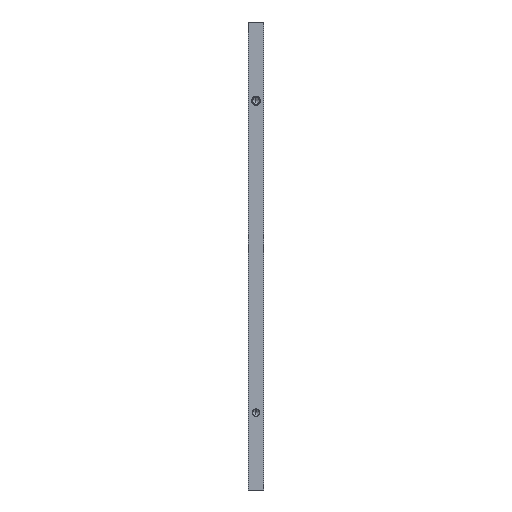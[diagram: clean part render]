
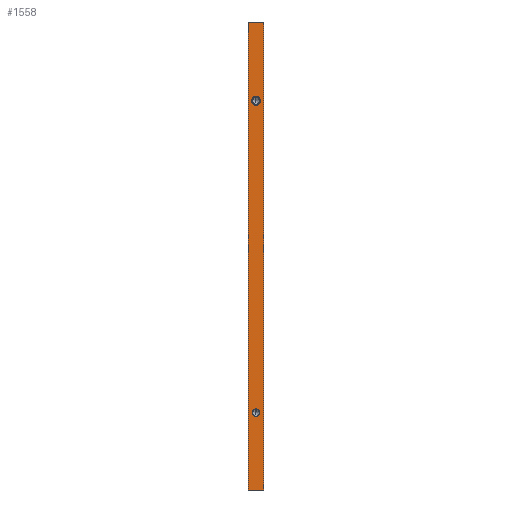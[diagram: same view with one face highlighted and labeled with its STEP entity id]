
A CAD part, left-side view. The second image highlights one B-rep face of the part: STEP entity #1558.
In plain terms, the highlighted planar face has unit normal (-1, 0, 0).
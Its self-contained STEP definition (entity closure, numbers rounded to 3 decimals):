
#22 = EDGE_CURVE ( 'NONE', #5331, #5521, #5159, .T. ) ;
#108 = LINE ( 'NONE', #3073, #3511 ) ;
#137 = CIRCLE ( 'NONE', #1137, 2.9 ) ;
#281 = CARTESIAN_POINT ( 'NONE',  ( -200., -95., 52. ) ) ;
#371 = VECTOR ( 'NONE', #4029, 1000. ) ;
#496 = AXIS2_PLACEMENT_3D ( 'NONE', #7426, #3262, #897 ) ;
#549 = DIRECTION ( 'NONE',  ( 0., 0., 1. ) ) ;
#555 = CIRCLE ( 'NONE', #1560, 2.9 ) ;
#561 = CARTESIAN_POINT ( 'NONE',  ( -200., -100., 0. ) ) ;
#673 = DIRECTION ( 'NONE',  ( -1., 0., 0. ) ) ;
#897 = DIRECTION ( 'NONE',  ( 0., 0., -1. ) ) ;
#917 = CARTESIAN_POINT ( 'NONE',  ( -200., -95., 47. ) ) ;
#1012 = PLANE ( 'NONE',  #496 ) ;
#1137 = AXIS2_PLACEMENT_3D ( 'NONE', #3527, #4069, #549 ) ;
#1179 = ORIENTED_EDGE ( 'NONE', *, *, #4637, .T. ) ;
#1199 = ORIENTED_EDGE ( 'NONE', *, *, #2460, .F. ) ;
#1395 = EDGE_CURVE ( 'NONE', #6199, #6281, #5852, .T. ) ;
#1551 = AXIS2_PLACEMENT_3D ( 'NONE', #6958, #3408, #5158 ) ;
#1558 = ADVANCED_FACE ( 'NONE', ( #5548, #2220, #6839 ), #1012, .F. ) ;
#1560 = AXIS2_PLACEMENT_3D ( 'NONE', #3371, #2039, #4955 ) ;
#1990 = CARTESIAN_POINT ( 'NONE',  ( -200., -100., 0. ) ) ;
#2039 = DIRECTION ( 'NONE',  ( -1., 0., 0. ) ) ;
#2155 = CARTESIAN_POINT ( 'NONE',  ( -200., -90., 0. ) ) ;
#2220 = FACE_BOUND ( 'NONE', #3854, .T. ) ;
#2424 = VERTEX_POINT ( 'NONE', #3278 ) ;
#2460 = EDGE_CURVE ( 'NONE', #4755, #6768, #137, .T. ) ;
#2551 = ORIENTED_EDGE ( 'NONE', *, *, #4187, .F. ) ;
#3073 = CARTESIAN_POINT ( 'NONE',  ( -200., -90., 300. ) ) ;
#3258 = ORIENTED_EDGE ( 'NONE', *, *, #5619, .F. ) ;
#3262 = DIRECTION ( 'NONE',  ( 1., 0., 0. ) ) ;
#3269 = CIRCLE ( 'NONE', #1551, 2.5 ) ;
#3278 = CARTESIAN_POINT ( 'NONE',  ( -200., -90., 300. ) ) ;
#3371 = CARTESIAN_POINT ( 'NONE',  ( -200., -95., 249.5 ) ) ;
#3408 = DIRECTION ( 'NONE',  ( -1., 0., 0. ) ) ;
#3511 = VECTOR ( 'NONE', #4143, 1000. ) ;
#3527 = CARTESIAN_POINT ( 'NONE',  ( -200., -95., 249.5 ) ) ;
#3665 = VERTEX_POINT ( 'NONE', #2155 ) ;
#3685 = EDGE_CURVE ( 'NONE', #5521, #5331, #3269, .T. ) ;
#3854 = EDGE_LOOP ( 'NONE', ( #3258, #1199 ) ) ;
#3898 = VECTOR ( 'NONE', #6615, 1000. ) ;
#4029 = DIRECTION ( 'NONE',  ( 0., 0., -1. ) ) ;
#4069 = DIRECTION ( 'NONE',  ( -1., 0., 0. ) ) ;
#4082 = LINE ( 'NONE', #6477, #4127 ) ;
#4108 = DIRECTION ( 'NONE',  ( 0., 0., 1. ) ) ;
#4127 = VECTOR ( 'NONE', #5833, 1000. ) ;
#4143 = DIRECTION ( 'NONE',  ( 0., 0., -1. ) ) ;
#4187 = EDGE_CURVE ( 'NONE', #2424, #6199, #4082, .T. ) ;
#4267 = CARTESIAN_POINT ( 'NONE',  ( -200., -95., 49.5 ) ) ;
#4487 = EDGE_CURVE ( 'NONE', #2424, #3665, #108, .T. ) ;
#4637 = EDGE_CURVE ( 'NONE', #3665, #6281, #4872, .T. ) ;
#4752 = CARTESIAN_POINT ( 'NONE',  ( -200., -100., 300. ) ) ;
#4755 = VERTEX_POINT ( 'NONE', #6185 ) ;
#4872 = LINE ( 'NONE', #1990, #3898 ) ;
#4910 = CARTESIAN_POINT ( 'NONE',  ( -200., -95., 252.4 ) ) ;
#4942 = EDGE_LOOP ( 'NONE', ( #5711, #6445 ) ) ;
#4955 = DIRECTION ( 'NONE',  ( 0., 0., 1. ) ) ;
#5158 = DIRECTION ( 'NONE',  ( 0., 0., 1. ) ) ;
#5159 = CIRCLE ( 'NONE', #7494, 2.5 ) ;
#5331 = VERTEX_POINT ( 'NONE', #917 ) ;
#5521 = VERTEX_POINT ( 'NONE', #281 ) ;
#5548 = FACE_BOUND ( 'NONE', #4942, .T. ) ;
#5619 = EDGE_CURVE ( 'NONE', #6768, #4755, #555, .T. ) ;
#5629 = ORIENTED_EDGE ( 'NONE', *, *, #4487, .T. ) ;
#5706 = CARTESIAN_POINT ( 'NONE',  ( -200., -100., 300. ) ) ;
#5711 = ORIENTED_EDGE ( 'NONE', *, *, #3685, .F. ) ;
#5833 = DIRECTION ( 'NONE',  ( 0., -1., 0. ) ) ;
#5852 = LINE ( 'NONE', #4752, #371 ) ;
#6185 = CARTESIAN_POINT ( 'NONE',  ( -200., -95., 246.6 ) ) ;
#6199 = VERTEX_POINT ( 'NONE', #5706 ) ;
#6281 = VERTEX_POINT ( 'NONE', #561 ) ;
#6445 = ORIENTED_EDGE ( 'NONE', *, *, #22, .F. ) ;
#6477 = CARTESIAN_POINT ( 'NONE',  ( -200., -100., 300. ) ) ;
#6584 = ORIENTED_EDGE ( 'NONE', *, *, #1395, .F. ) ;
#6615 = DIRECTION ( 'NONE',  ( 0., -1., 0. ) ) ;
#6768 = VERTEX_POINT ( 'NONE', #4910 ) ;
#6839 = FACE_OUTER_BOUND ( 'NONE', #6889, .T. ) ;
#6889 = EDGE_LOOP ( 'NONE', ( #1179, #6584, #2551, #5629 ) ) ;
#6958 = CARTESIAN_POINT ( 'NONE',  ( -200., -95., 49.5 ) ) ;
#7426 = CARTESIAN_POINT ( 'NONE',  ( -200., -100., 300. ) ) ;
#7494 = AXIS2_PLACEMENT_3D ( 'NONE', #4267, #673, #4108 ) ;
